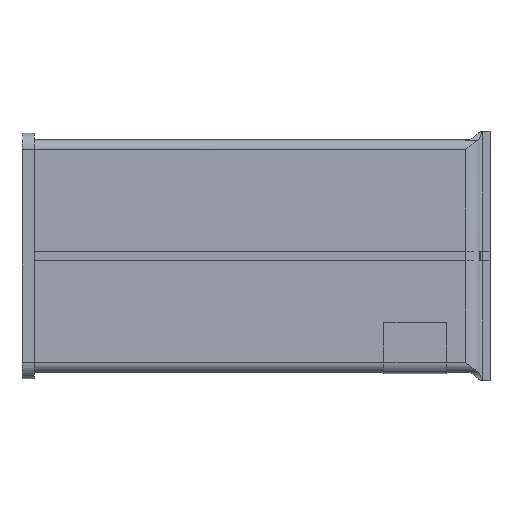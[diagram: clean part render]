
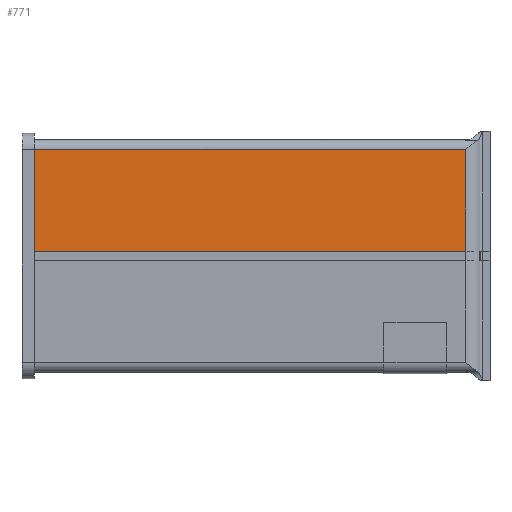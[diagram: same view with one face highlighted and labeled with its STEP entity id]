
A CAD part, top view. The second image highlights one B-rep face of the part: STEP entity #771.
In plain terms, the highlighted planar face has unit normal (0, 0, 1).
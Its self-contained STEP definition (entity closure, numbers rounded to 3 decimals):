
#69 = DIRECTION ( 'NONE',  ( -1., 0., 0. ) ) ;
#159 = DIRECTION ( 'NONE',  ( -1., 0., 0. ) ) ;
#245 = ORIENTED_EDGE ( 'NONE', *, *, #2043, .T. ) ;
#309 = DIRECTION ( 'NONE',  ( 0., 0., -1. ) ) ;
#319 = LINE ( 'NONE', #2202, #1787 ) ;
#375 = LINE ( 'NONE', #1479, #2864 ) ;
#408 = VECTOR ( 'NONE', #2440, 1000. ) ;
#662 = VERTEX_POINT ( 'NONE', #1886 ) ;
#720 = ORIENTED_EDGE ( 'NONE', *, *, #974, .F. ) ;
#771 = ADVANCED_FACE ( 'NONE', ( #3309 ), #1481, .F. ) ;
#974 = EDGE_CURVE ( 'NONE', #2656, #1504, #2324, .T. ) ;
#1027 = EDGE_CURVE ( 'NONE', #1209, #662, #1313, .T. ) ;
#1206 = EDGE_CURVE ( 'NONE', #1209, #2656, #319, .T. ) ;
#1209 = VERTEX_POINT ( 'NONE', #3060 ) ;
#1227 = CARTESIAN_POINT ( 'NONE',  ( 20., 7.5, 17.5 ) ) ;
#1313 = LINE ( 'NONE', #1350, #408 ) ;
#1350 = CARTESIAN_POINT ( 'NONE',  ( 711.144, 300., 17.5 ) ) ;
#1424 = ORIENTED_EDGE ( 'NONE', *, *, #1206, .F. ) ;
#1479 = CARTESIAN_POINT ( 'NONE',  ( 750.001, 170.5, 17.5 ) ) ;
#1481 = PLANE ( 'NONE',  #1610 ) ;
#1504 = VERTEX_POINT ( 'NONE', #2720 ) ;
#1547 = CARTESIAN_POINT ( 'NONE',  ( 20., 7.5, 17.5 ) ) ;
#1610 = AXIS2_PLACEMENT_3D ( 'NONE', #3341, #309, #2551 ) ;
#1787 = VECTOR ( 'NONE', #69, 1000. ) ;
#1818 = DIRECTION ( 'NONE',  ( 0., 1., 0. ) ) ;
#1841 = VECTOR ( 'NONE', #1818, 1000. ) ;
#1886 = CARTESIAN_POINT ( 'NONE',  ( 711.144, 170.5, 17.5 ) ) ;
#2043 = EDGE_CURVE ( 'NONE', #662, #1504, #375, .T. ) ;
#2202 = CARTESIAN_POINT ( 'NONE',  ( 0., 7.5, 17.5 ) ) ;
#2221 = EDGE_LOOP ( 'NONE', ( #720, #1424, #2628, #245 ) ) ;
#2324 = LINE ( 'NONE', #1227, #1841 ) ;
#2440 = DIRECTION ( 'NONE',  ( 0., 1., 0. ) ) ;
#2551 = DIRECTION ( 'NONE',  ( -1., 0., 0. ) ) ;
#2628 = ORIENTED_EDGE ( 'NONE', *, *, #1027, .T. ) ;
#2656 = VERTEX_POINT ( 'NONE', #1547 ) ;
#2720 = CARTESIAN_POINT ( 'NONE',  ( 20., 170.5, 17.5 ) ) ;
#2864 = VECTOR ( 'NONE', #159, 1000. ) ;
#3060 = CARTESIAN_POINT ( 'NONE',  ( 711.144, 7.5, 17.5 ) ) ;
#3309 = FACE_OUTER_BOUND ( 'NONE', #2221, .T. ) ;
#3341 = CARTESIAN_POINT ( 'NONE',  ( 725., 300., 17.5 ) ) ;
